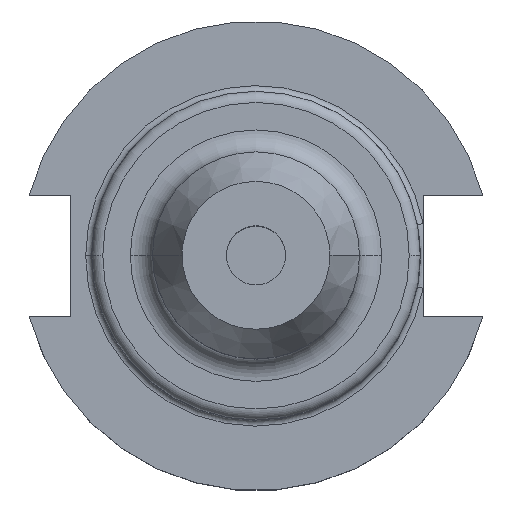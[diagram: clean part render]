
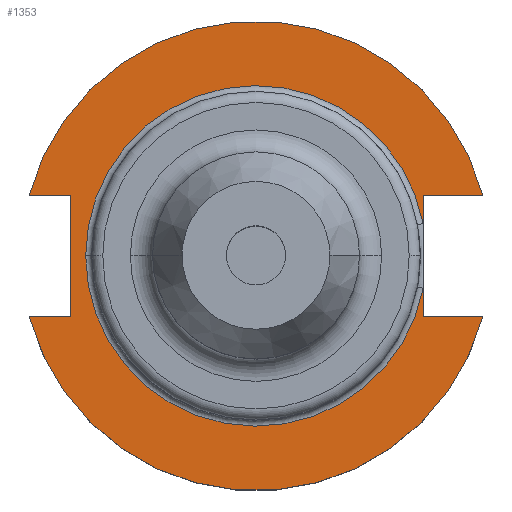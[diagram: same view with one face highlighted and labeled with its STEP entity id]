
A CAD part, top view. The second image highlights one B-rep face of the part: STEP entity #1353.
In plain terms, the highlighted planar face has unit normal (0, 0, 1).
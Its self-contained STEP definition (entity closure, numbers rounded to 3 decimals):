
#11 = LINE ( 'NONE', #336, #1013 ) ;
#24 = CARTESIAN_POINT ( 'NONE',  ( -30.675, 8.191, 19.05 ) ) ;
#50 = ORIENTED_EDGE ( 'NONE', *, *, #574, .F. ) ;
#81 = VECTOR ( 'NONE', #1662, 1000. ) ;
#89 = CARTESIAN_POINT ( 'NONE',  ( 22.606, 8.191, 19.05 ) ) ;
#99 = VERTEX_POINT ( 'NONE', #1345 ) ;
#127 = LINE ( 'NONE', #676, #81 ) ;
#162 = ORIENTED_EDGE ( 'NONE', *, *, #955, .F. ) ;
#176 = EDGE_CURVE ( 'NONE', #987, #99, #1355, .T. ) ;
#190 = CARTESIAN_POINT ( 'NONE',  ( 0., 0., 19.05 ) ) ;
#230 = VECTOR ( 'NONE', #903, 1000. ) ;
#272 = FACE_OUTER_BOUND ( 'NONE', #1581, .T. ) ;
#274 = VECTOR ( 'NONE', #1538, 1000. ) ;
#281 = EDGE_CURVE ( 'NONE', #1208, #384, #1728, .T. ) ;
#321 = VERTEX_POINT ( 'NONE', #481 ) ;
#322 = DIRECTION ( 'NONE',  ( 1., 0., 0. ) ) ;
#336 = CARTESIAN_POINT ( 'NONE',  ( 0., -8.191, 19.05 ) ) ;
#384 = VERTEX_POINT ( 'NONE', #89 ) ;
#417 = AXIS2_PLACEMENT_3D ( 'NONE', #453, #1419, #585 ) ;
#453 = CARTESIAN_POINT ( 'NONE',  ( 0., 0., 19.05 ) ) ;
#481 = CARTESIAN_POINT ( 'NONE',  ( 22.606, -8.191, 19.05 ) ) ;
#486 = ORIENTED_EDGE ( 'NONE', *, *, #1327, .T. ) ;
#487 = CIRCLE ( 'NONE', #875, 23.025 ) ;
#505 = ORIENTED_EDGE ( 'NONE', *, *, #995, .T. ) ;
#562 = ORIENTED_EDGE ( 'NONE', *, *, #1217, .T. ) ;
#574 = EDGE_CURVE ( 'NONE', #1298, #99, #127, .T. ) ;
#581 = LINE ( 'NONE', #1742, #230 ) ;
#585 = DIRECTION ( 'NONE',  ( 1., 0., 0. ) ) ;
#600 = ORIENTED_EDGE ( 'NONE', *, *, #281, .T. ) ;
#603 = EDGE_CURVE ( 'NONE', #691, #905, #487, .T. ) ;
#622 = ORIENTED_EDGE ( 'NONE', *, *, #603, .T. ) ;
#624 = VECTOR ( 'NONE', #1760, 1000. ) ;
#634 = DIRECTION ( 'NONE',  ( -1., 0., 0. ) ) ;
#651 = VERTEX_POINT ( 'NONE', #829 ) ;
#676 = CARTESIAN_POINT ( 'NONE',  ( -61.091, -8.191, 19.05 ) ) ;
#680 = DIRECTION ( 'NONE',  ( 0., 0., -1. ) ) ;
#691 = VERTEX_POINT ( 'NONE', #968 ) ;
#713 = ORIENTED_EDGE ( 'NONE', *, *, #738, .F. ) ;
#719 = DIRECTION ( 'NONE',  ( 0., 1., 0. ) ) ;
#738 = EDGE_CURVE ( 'NONE', #651, #384, #1412, .T. ) ;
#756 = CIRCLE ( 'NONE', #1633, 31.75 ) ;
#780 = VERTEX_POINT ( 'NONE', #24 ) ;
#829 = CARTESIAN_POINT ( 'NONE',  ( 30.675, 8.191, 19.05 ) ) ;
#839 = CARTESIAN_POINT ( 'NONE',  ( 0., 8.191, 19.05 ) ) ;
#842 = CIRCLE ( 'NONE', #417, 31.75 ) ;
#852 = CARTESIAN_POINT ( 'NONE',  ( 30.675, -8.191, 19.05 ) ) ;
#871 = DIRECTION ( 'NONE',  ( 1., 0., 0. ) ) ;
#875 = AXIS2_PLACEMENT_3D ( 'NONE', #1519, #680, #1669 ) ;
#903 = DIRECTION ( 'NONE',  ( 1., 0., 0. ) ) ;
#905 = VERTEX_POINT ( 'NONE', #1280 ) ;
#915 = CARTESIAN_POINT ( 'NONE',  ( 22.606, 22.225, 19.05 ) ) ;
#927 = DIRECTION ( 'NONE',  ( -1., 0., 0. ) ) ;
#935 = AXIS2_PLACEMENT_3D ( 'NONE', #1048, #1466, #634 ) ;
#955 = EDGE_CURVE ( 'NONE', #321, #1608, #11, .T. ) ;
#968 = CARTESIAN_POINT ( 'NONE',  ( 22.606, -4.373, 19.05 ) ) ;
#972 = VECTOR ( 'NONE', #1295, 1000. ) ;
#983 = LINE ( 'NONE', #915, #624 ) ;
#987 = VERTEX_POINT ( 'NONE', #1038 ) ;
#995 = EDGE_CURVE ( 'NONE', #905, #1208, #1729, .T. ) ;
#1013 = VECTOR ( 'NONE', #871, 1000. ) ;
#1020 = CARTESIAN_POINT ( 'NONE',  ( -25.091, 8.191, 19.05 ) ) ;
#1024 = CARTESIAN_POINT ( 'NONE',  ( 22.606, 22.225, 19.05 ) ) ;
#1031 = CARTESIAN_POINT ( 'NONE',  ( 22.606, 4.373, 19.05 ) ) ;
#1038 = CARTESIAN_POINT ( 'NONE',  ( -25.091, 8.191, 19.05 ) ) ;
#1048 = CARTESIAN_POINT ( 'NONE',  ( 0., 22.225, 19.05 ) ) ;
#1071 = ORIENTED_EDGE ( 'NONE', *, *, #176, .T. ) ;
#1156 = DIRECTION ( 'NONE',  ( 0., 0., 1. ) ) ;
#1208 = VERTEX_POINT ( 'NONE', #1031 ) ;
#1217 = EDGE_CURVE ( 'NONE', #651, #780, #756, .T. ) ;
#1230 = DIRECTION ( 'NONE',  ( 0., 0., -1. ) ) ;
#1280 = CARTESIAN_POINT ( 'NONE',  ( -23.025, 0., 19.05 ) ) ;
#1295 = DIRECTION ( 'NONE',  ( 0., -1., 0. ) ) ;
#1298 = VERTEX_POINT ( 'NONE', #1591 ) ;
#1327 = EDGE_CURVE ( 'NONE', #780, #987, #581, .T. ) ;
#1330 = PLANE ( 'NONE',  #935 ) ;
#1345 = CARTESIAN_POINT ( 'NONE',  ( -25.091, -8.191, 19.05 ) ) ;
#1346 = CARTESIAN_POINT ( 'NONE',  ( 0., 0., 19.05 ) ) ;
#1353 = ADVANCED_FACE ( 'NONE', ( #272 ), #1330, .F. ) ;
#1355 = LINE ( 'NONE', #1020, #972 ) ;
#1394 = AXIS2_PLACEMENT_3D ( 'NONE', #1346, #1230, #927 ) ;
#1412 = LINE ( 'NONE', #839, #274 ) ;
#1419 = DIRECTION ( 'NONE',  ( 0., 0., 1. ) ) ;
#1466 = DIRECTION ( 'NONE',  ( 0., 0., -1. ) ) ;
#1509 = ORIENTED_EDGE ( 'NONE', *, *, #1776, .T. ) ;
#1519 = CARTESIAN_POINT ( 'NONE',  ( 0., 0., 19.05 ) ) ;
#1538 = DIRECTION ( 'NONE',  ( -1., 0., 0. ) ) ;
#1545 = VECTOR ( 'NONE', #719, 1000. ) ;
#1581 = EDGE_LOOP ( 'NONE', ( #1509, #622, #505, #600, #713, #562, #486, #1071, #50, #1649, #162 ) ) ;
#1591 = CARTESIAN_POINT ( 'NONE',  ( -30.675, -8.191, 19.05 ) ) ;
#1608 = VERTEX_POINT ( 'NONE', #852 ) ;
#1612 = EDGE_CURVE ( 'NONE', #1298, #1608, #842, .T. ) ;
#1633 = AXIS2_PLACEMENT_3D ( 'NONE', #190, #1156, #322 ) ;
#1649 = ORIENTED_EDGE ( 'NONE', *, *, #1612, .T. ) ;
#1662 = DIRECTION ( 'NONE',  ( 1., 0., 0. ) ) ;
#1669 = DIRECTION ( 'NONE',  ( -1., 0., 0. ) ) ;
#1728 = LINE ( 'NONE', #1024, #1545 ) ;
#1729 = CIRCLE ( 'NONE', #1394, 23.025 ) ;
#1742 = CARTESIAN_POINT ( 'NONE',  ( -61.091, 8.191, 19.05 ) ) ;
#1760 = DIRECTION ( 'NONE',  ( 0., 1., 0. ) ) ;
#1776 = EDGE_CURVE ( 'NONE', #321, #691, #983, .T. ) ;
